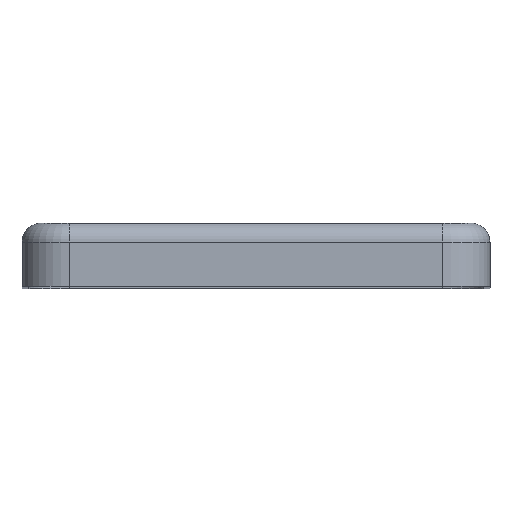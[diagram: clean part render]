
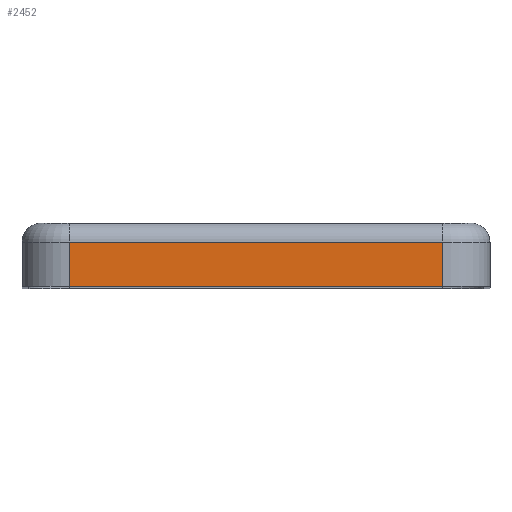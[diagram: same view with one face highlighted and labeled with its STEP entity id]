
A CAD part, top view. The second image highlights one B-rep face of the part: STEP entity #2452.
In plain terms, the highlighted planar face has unit normal (0, 0, 1).
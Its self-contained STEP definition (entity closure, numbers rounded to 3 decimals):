
#197 = VERTEX_POINT ( 'NONE', #1487 ) ;
#269 = DIRECTION ( 'NONE',  ( 0., -1., 0. ) ) ;
#295 = ORIENTED_EDGE ( 'NONE', *, *, #2804, .T. ) ;
#433 = VECTOR ( 'NONE', #2233, 1000. ) ;
#534 = ORIENTED_EDGE ( 'NONE', *, *, #1920, .F. ) ;
#648 = ORIENTED_EDGE ( 'NONE', *, *, #1958, .T. ) ;
#747 = LINE ( 'NONE', #2235, #976 ) ;
#795 = EDGE_LOOP ( 'NONE', ( #648, #534, #1053, #295 ) ) ;
#905 = LINE ( 'NONE', #1596, #433 ) ;
#976 = VECTOR ( 'NONE', #269, 1000. ) ;
#989 = DIRECTION ( 'NONE',  ( 1., 0., 0. ) ) ;
#1053 = ORIENTED_EDGE ( 'NONE', *, *, #1272, .F. ) ;
#1139 = VERTEX_POINT ( 'NONE', #2815 ) ;
#1268 = LINE ( 'NONE', #1657, #2398 ) ;
#1272 = EDGE_CURVE ( 'NONE', #197, #2519, #905, .T. ) ;
#1284 = CARTESIAN_POINT ( 'NONE',  ( -5.9, -2., 23. ) ) ;
#1342 = DIRECTION ( 'NONE',  ( 0., -1., 0. ) ) ;
#1481 = AXIS2_PLACEMENT_3D ( 'NONE', #2766, #2780, #1653 ) ;
#1487 = CARTESIAN_POINT ( 'NONE',  ( -5.9, -0.6, 23. ) ) ;
#1558 = CARTESIAN_POINT ( 'NONE',  ( -5.9, 0., 23. ) ) ;
#1596 = CARTESIAN_POINT ( 'NONE',  ( -5.9, -0.6, 23. ) ) ;
#1653 = DIRECTION ( 'NONE',  ( 1., 0., 0. ) ) ;
#1657 = CARTESIAN_POINT ( 'NONE',  ( -5.9, -2., 23. ) ) ;
#1727 = VERTEX_POINT ( 'NONE', #1284 ) ;
#1920 = EDGE_CURVE ( 'NONE', #2519, #1139, #747, .T. ) ;
#1958 = EDGE_CURVE ( 'NONE', #1727, #1139, #1268, .T. ) ;
#2059 = LINE ( 'NONE', #1558, #2476 ) ;
#2081 = PLANE ( 'NONE',  #1481 ) ;
#2105 = FACE_OUTER_BOUND ( 'NONE', #795, .T. ) ;
#2233 = DIRECTION ( 'NONE',  ( 1., 0., 0. ) ) ;
#2235 = CARTESIAN_POINT ( 'NONE',  ( 5.9, 0., 23. ) ) ;
#2303 = CARTESIAN_POINT ( 'NONE',  ( 5.9, -0.6, 23. ) ) ;
#2398 = VECTOR ( 'NONE', #989, 1000. ) ;
#2452 = ADVANCED_FACE ( 'NONE', ( #2105 ), #2081, .T. ) ;
#2476 = VECTOR ( 'NONE', #1342, 1000. ) ;
#2519 = VERTEX_POINT ( 'NONE', #2303 ) ;
#2766 = CARTESIAN_POINT ( 'NONE',  ( -5.9, 0., 23. ) ) ;
#2780 = DIRECTION ( 'NONE',  ( 0., 0., 1. ) ) ;
#2804 = EDGE_CURVE ( 'NONE', #197, #1727, #2059, .T. ) ;
#2815 = CARTESIAN_POINT ( 'NONE',  ( 5.9, -2., 23. ) ) ;
